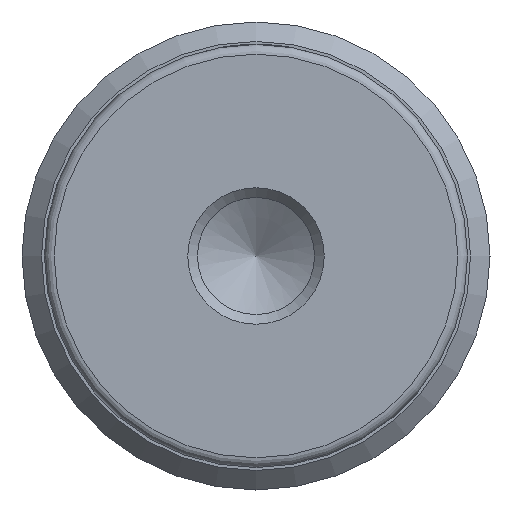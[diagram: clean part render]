
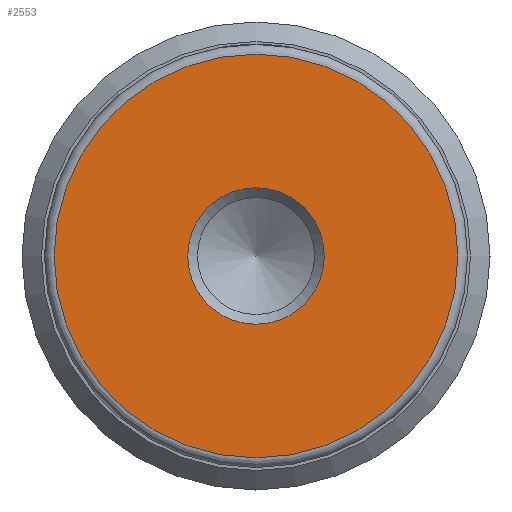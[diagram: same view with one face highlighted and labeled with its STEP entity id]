
A CAD part, front view. The second image highlights one B-rep face of the part: STEP entity #2553.
In plain terms, the highlighted face is planar.
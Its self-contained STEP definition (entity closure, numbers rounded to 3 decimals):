
#213 = AXIS2_PLACEMENT_3D ( 'NONE', #2473, #2447, #2439 ) ;
#803 = EDGE_CURVE ( 'NONE', #2213, #2213, #1232, .T. ) ;
#940 = AXIS2_PLACEMENT_3D ( 'NONE', #1551, #1541, #1540 ) ;
#1090 = ORIENTED_EDGE ( 'NONE', *, *, #803, .T. ) ;
#1232 = CIRCLE ( 'NONE', #940, 10.35 ) ;
#1359 = DIRECTION ( 'NONE',  ( 0., 0., 1. ) ) ;
#1421 = DIRECTION ( 'NONE',  ( -1., 0., 0. ) ) ;
#1435 = CARTESIAN_POINT ( 'NONE',  ( 0., 0., 0. ) ) ;
#1519 = EDGE_LOOP ( 'NONE', ( #3456 ) ) ;
#1540 = DIRECTION ( 'NONE',  ( 0., 0., 1. ) ) ;
#1541 = DIRECTION ( 'NONE',  ( -1., 0., 0. ) ) ;
#1551 = CARTESIAN_POINT ( 'NONE',  ( 0., 0., 0. ) ) ;
#2213 = VERTEX_POINT ( 'NONE', #4544 ) ;
#2286 = EDGE_LOOP ( 'NONE', ( #1090 ) ) ;
#2439 = DIRECTION ( 'NONE',  ( 0., 0., -1. ) ) ;
#2447 = DIRECTION ( 'NONE',  ( 1., 0., 0. ) ) ;
#2473 = CARTESIAN_POINT ( 'NONE',  ( 0., 10.35, 0. ) ) ;
#2480 = PLANE ( 'NONE',  #213 ) ;
#2553 = ADVANCED_FACE ( 'NONE', ( #3167, #4175 ), #2480, .F. ) ;
#3025 = AXIS2_PLACEMENT_3D ( 'NONE', #1435, #1421, #1359 ) ;
#3167 = FACE_BOUND ( 'NONE', #1519, .T. ) ;
#3456 = ORIENTED_EDGE ( 'NONE', *, *, #3819, .F. ) ;
#3819 = EDGE_CURVE ( 'NONE', #3893, #3893, #4164, .T. ) ;
#3893 = VERTEX_POINT ( 'NONE', #4188 ) ;
#4164 = CIRCLE ( 'NONE', #3025, 3.5 ) ;
#4175 = FACE_OUTER_BOUND ( 'NONE', #2286, .T. ) ;
#4188 = CARTESIAN_POINT ( 'NONE',  ( 0., 0., 3.5 ) ) ;
#4544 = CARTESIAN_POINT ( 'NONE',  ( 0., 0., 10.35 ) ) ;
